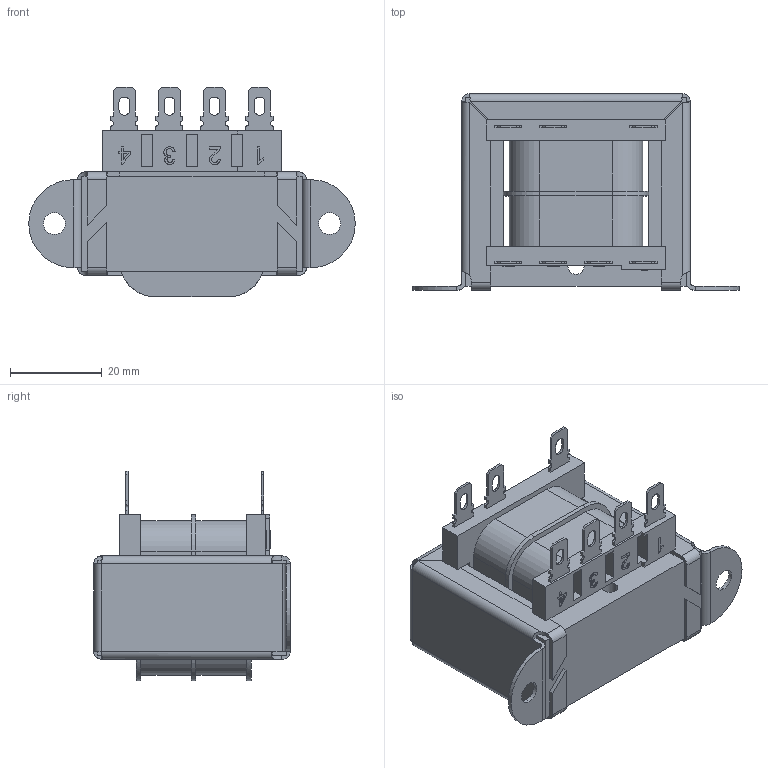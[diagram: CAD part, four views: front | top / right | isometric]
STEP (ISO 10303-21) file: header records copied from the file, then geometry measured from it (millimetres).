
FILE_DESCRIPTION (( 'STEP AP214' ), '1' );
FILE_NAME ('User Library-transformer-1.STEP', '2021-02-26T10:36:22', ( '' ), ( '' ), 'SwSTEP 2.0', 'SolidWorks 2020', '' );
FILE_SCHEMA (( 'AUTOMOTIVE_DESIGN' ));
Length unit declared in the file: inch
Products named in the file (1): User Library-transformer-1
Bounding box: 71.37 x 42.93 x 45.85 mm (x, y, z)
Volume: 55301.7 mm3; surface area: 15015.3 mm2
Topology: 1 solids, 1 shells, 450 faces, 1258 edges, 822 vertices
Faces by surface type: plane 295, cylinder 79, bspline 76
Entity records: 21004 total; most frequent: CARTESIAN_POINT 6999, ORIENTED_EDGE 2516, DIRECTION 1998, EDGE_CURVE 1258, LINE 940, VECTOR 940, VERTEX_POINT 822, AXIS2_PLACEMENT_3D 529
